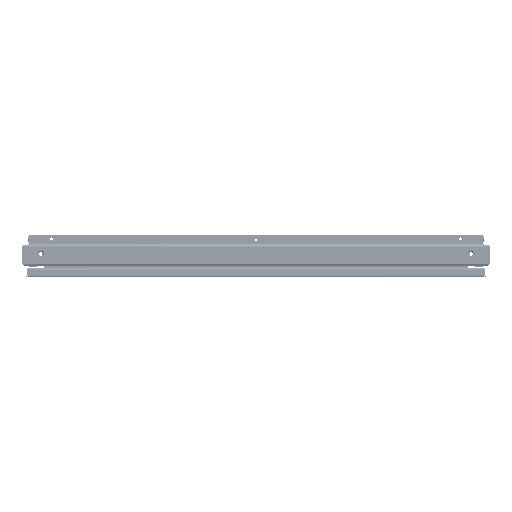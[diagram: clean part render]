
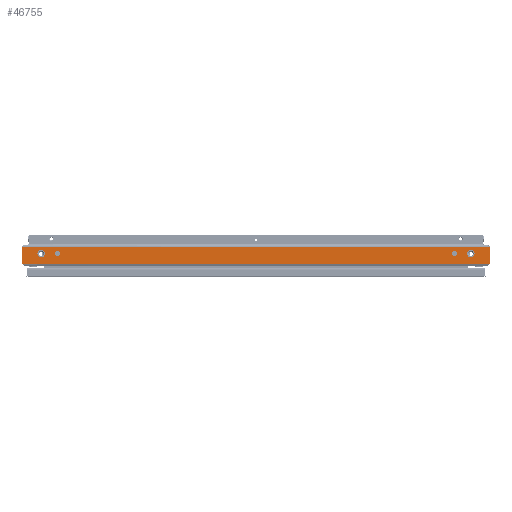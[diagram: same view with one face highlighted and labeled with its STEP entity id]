
A CAD part, front view. The second image highlights one B-rep face of the part: STEP entity #46755.
In plain terms, the highlighted face is planar.
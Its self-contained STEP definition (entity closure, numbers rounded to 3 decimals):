
#1011 = ORIENTED_EDGE ( 'NONE', *, *, #57801, .T. ) ;
#1344 = DIRECTION ( 'NONE',  ( 0., 1., 0. ) ) ;
#1484 = EDGE_CURVE ( 'NONE', #83269, #93609, #37436, .T. ) ;
#2246 = AXIS2_PLACEMENT_3D ( 'NONE', #3909, #20283, #83832 ) ;
#2429 = ORIENTED_EDGE ( 'NONE', *, *, #5136, .T. ) ;
#3004 = LINE ( 'NONE', #9906, #6987 ) ;
#3206 = EDGE_CURVE ( 'NONE', #3517, #84351, #15190, .T. ) ;
#3413 = CIRCLE ( 'NONE', #33852, 5.5 ) ;
#3517 = VERTEX_POINT ( 'NONE', #70015 ) ;
#3535 = DIRECTION ( 'NONE',  ( -1., 0., 0. ) ) ;
#3651 = DIRECTION ( 'NONE',  ( -1., 0., 0. ) ) ;
#3909 = CARTESIAN_POINT ( 'NONE',  ( 424.5, -3.319, 0. ) ) ;
#4188 = LINE ( 'NONE', #12643, #44931 ) ;
#5136 = EDGE_CURVE ( 'NONE', #10505, #85779, #76179, .T. ) ;
#6410 = VECTOR ( 'NONE', #73334, 1000. ) ;
#6987 = VECTOR ( 'NONE', #74474, 1000. ) ;
#7440 = CARTESIAN_POINT ( 'NONE',  ( -467.5, -3.319, 0. ) ) ;
#9387 = CARTESIAN_POINT ( 'NONE',  ( 0., 0., 0. ) ) ;
#9906 = CARTESIAN_POINT ( 'NONE',  ( 500., 18., 0. ) ) ;
#10058 = CARTESIAN_POINT ( 'NONE',  ( 467.5, -3.319, 0. ) ) ;
#10505 = VERTEX_POINT ( 'NONE', #10058 ) ;
#10744 = ORIENTED_EDGE ( 'NONE', *, *, #56793, .F. ) ;
#11805 = EDGE_CURVE ( 'NONE', #28472, #18084, #3413, .T. ) ;
#12643 = CARTESIAN_POINT ( 'NONE',  ( 500., 18., 0. ) ) ;
#12854 = VERTEX_POINT ( 'NONE', #65634 ) ;
#13969 = CARTESIAN_POINT ( 'NONE',  ( 500., 18., 0. ) ) ;
#14097 = LINE ( 'NONE', #103504, #85136 ) ;
#15167 = CARTESIAN_POINT ( 'NONE',  ( 500., 18., 0. ) ) ;
#15190 = CIRCLE ( 'NONE', #42215, 8. ) ;
#15539 = CARTESIAN_POINT ( 'NONE',  ( 500., -18., 0. ) ) ;
#16122 = CARTESIAN_POINT ( 'NONE',  ( -459.5, -3.319, 0. ) ) ;
#17066 = AXIS2_PLACEMENT_3D ( 'NONE', #16122, #104495, #98664 ) ;
#17833 = DIRECTION ( 'NONE',  ( -1., 0., 0. ) ) ;
#18084 = VERTEX_POINT ( 'NONE', #31327 ) ;
#18226 = VERTEX_POINT ( 'NONE', #66735 ) ;
#19570 = DIRECTION ( 'NONE',  ( 1., 0., 0. ) ) ;
#20283 = DIRECTION ( 'NONE',  ( 0., 0., -1. ) ) ;
#20398 = AXIS2_PLACEMENT_3D ( 'NONE', #83481, #76046, #3535 ) ;
#21195 = EDGE_LOOP ( 'NONE', ( #81851, #28997 ) ) ;
#22564 = DIRECTION ( 'NONE',  ( 0., -1., 0. ) ) ;
#23311 = VECTOR ( 'NONE', #101996, 1000. ) ;
#23472 = EDGE_LOOP ( 'NONE', ( #69755, #31832, #67254, #85544, #70670, #48766, #34750, #28897 ) ) ;
#23759 = EDGE_CURVE ( 'NONE', #18226, #12854, #41037, .T. ) ;
#24751 = EDGE_CURVE ( 'NONE', #12854, #64930, #51201, .T. ) ;
#25143 = LINE ( 'NONE', #82316, #96487 ) ;
#25530 = CIRCLE ( 'NONE', #17066, 8. ) ;
#26894 = CIRCLE ( 'NONE', #87762, 5.5 ) ;
#26930 = CARTESIAN_POINT ( 'NONE',  ( -500., -18., 0. ) ) ;
#28397 = CARTESIAN_POINT ( 'NONE',  ( -430., -3.319, 0. ) ) ;
#28472 = VERTEX_POINT ( 'NONE', #102876 ) ;
#28897 = ORIENTED_EDGE ( 'NONE', *, *, #69472, .T. ) ;
#28997 = ORIENTED_EDGE ( 'NONE', *, *, #54755, .F. ) ;
#30092 = EDGE_CURVE ( 'NONE', #18084, #28472, #41087, .T. ) ;
#31198 = ORIENTED_EDGE ( 'NONE', *, *, #3206, .F. ) ;
#31273 = CARTESIAN_POINT ( 'NONE',  ( -424.5, -3.319, 0. ) ) ;
#31327 = CARTESIAN_POINT ( 'NONE',  ( 419., -3.319, 0. ) ) ;
#31657 = DIRECTION ( 'NONE',  ( 0., 0., -1. ) ) ;
#31832 = ORIENTED_EDGE ( 'NONE', *, *, #23759, .T. ) ;
#32530 = AXIS2_PLACEMENT_3D ( 'NONE', #44444, #45488, #19570 ) ;
#32892 = VERTEX_POINT ( 'NONE', #38516 ) ;
#33701 = CARTESIAN_POINT ( 'NONE',  ( 498., 18., 0. ) ) ;
#33823 = DIRECTION ( 'NONE',  ( -1., 0., 0. ) ) ;
#33852 = AXIS2_PLACEMENT_3D ( 'NONE', #39655, #49139, #104199 ) ;
#34750 = ORIENTED_EDGE ( 'NONE', *, *, #1484, .T. ) ;
#37436 = LINE ( 'NONE', #15167, #23311 ) ;
#38516 = CARTESIAN_POINT ( 'NONE',  ( -500., -18., 0. ) ) ;
#39655 = CARTESIAN_POINT ( 'NONE',  ( 424.5, -3.319, 0. ) ) ;
#41037 = LINE ( 'NONE', #73849, #6410 ) ;
#41087 = CIRCLE ( 'NONE', #2246, 5.5 ) ;
#41656 = EDGE_CURVE ( 'NONE', #64930, #59278, #25143, .T. ) ;
#42215 = AXIS2_PLACEMENT_3D ( 'NONE', #57857, #72219, #97093 ) ;
#42292 = LINE ( 'NONE', #26930, #95248 ) ;
#43343 = DIRECTION ( 'NONE',  ( 0., 0., -1. ) ) ;
#43863 = DIRECTION ( 'NONE',  ( 1., 0., 0. ) ) ;
#44444 = CARTESIAN_POINT ( 'NONE',  ( -424.5, -3.319, 0. ) ) ;
#44931 = VECTOR ( 'NONE', #3651, 1000. ) ;
#45144 = EDGE_CURVE ( 'NONE', #76125, #100296, #46076, .T. ) ;
#45488 = DIRECTION ( 'NONE',  ( 0., 0., 1. ) ) ;
#46076 = CIRCLE ( 'NONE', #32530, 5.5 ) ;
#46755 = ADVANCED_FACE ( 'NONE', ( #98298, #97278, #104656, #49602, #55971 ), #57014, .F. ) ;
#48766 = ORIENTED_EDGE ( 'NONE', *, *, #58674, .T. ) ;
#49139 = DIRECTION ( 'NONE',  ( 0., 0., -1. ) ) ;
#49602 = FACE_BOUND ( 'NONE', #21195, .T. ) ;
#50177 = CARTESIAN_POINT ( 'NONE',  ( -498., 18., 0. ) ) ;
#50233 = CARTESIAN_POINT ( 'NONE',  ( 459.5, -3.319, 0. ) ) ;
#51201 = LINE ( 'NONE', #67607, #98071 ) ;
#54173 = AXIS2_PLACEMENT_3D ( 'NONE', #50233, #43343, #33823 ) ;
#54755 = EDGE_CURVE ( 'NONE', #100296, #76125, #26894, .T. ) ;
#55819 = CIRCLE ( 'NONE', #54173, 8. ) ;
#55971 = FACE_OUTER_BOUND ( 'NONE', #23472, .T. ) ;
#56793 = EDGE_CURVE ( 'NONE', #84351, #3517, #25530, .T. ) ;
#57014 = PLANE ( 'NONE',  #75000 ) ;
#57801 = EDGE_CURVE ( 'NONE', #85779, #10505, #55819, .T. ) ;
#57857 = CARTESIAN_POINT ( 'NONE',  ( -459.5, -3.319, 0. ) ) ;
#58674 = EDGE_CURVE ( 'NONE', #95115, #83269, #3004, .T. ) ;
#59278 = VERTEX_POINT ( 'NONE', #13969 ) ;
#60984 = EDGE_CURVE ( 'NONE', #32892, #18226, #42292, .T. ) ;
#64930 = VERTEX_POINT ( 'NONE', #15539 ) ;
#65634 = CARTESIAN_POINT ( 'NONE',  ( 497.935, -18., 0. ) ) ;
#66735 = CARTESIAN_POINT ( 'NONE',  ( -497.935, -18., 0. ) ) ;
#67254 = ORIENTED_EDGE ( 'NONE', *, *, #24751, .T. ) ;
#67607 = CARTESIAN_POINT ( 'NONE',  ( -500., -18., 0. ) ) ;
#69472 = EDGE_CURVE ( 'NONE', #93609, #32892, #14097, .T. ) ;
#69755 = ORIENTED_EDGE ( 'NONE', *, *, #60984, .T. ) ;
#70015 = CARTESIAN_POINT ( 'NONE',  ( -451.5, -3.319, 0. ) ) ;
#70670 = ORIENTED_EDGE ( 'NONE', *, *, #87863, .T. ) ;
#72219 = DIRECTION ( 'NONE',  ( 0., 0., 1. ) ) ;
#73334 = DIRECTION ( 'NONE',  ( 1., 0., 0. ) ) ;
#73742 = EDGE_LOOP ( 'NONE', ( #77920, #87724 ) ) ;
#73849 = CARTESIAN_POINT ( 'NONE',  ( -500., -18., 0. ) ) ;
#74041 = EDGE_LOOP ( 'NONE', ( #2429, #1011 ) ) ;
#74474 = DIRECTION ( 'NONE',  ( -1., 0., 0. ) ) ;
#75000 = AXIS2_PLACEMENT_3D ( 'NONE', #9387, #31657, #17833 ) ;
#76046 = DIRECTION ( 'NONE',  ( 0., 0., -1. ) ) ;
#76125 = VERTEX_POINT ( 'NONE', #86182 ) ;
#76179 = CIRCLE ( 'NONE', #20398, 8. ) ;
#76620 = DIRECTION ( 'NONE',  ( 1., 0., 0. ) ) ;
#77356 = DIRECTION ( 'NONE',  ( 1., 0., 0. ) ) ;
#77920 = ORIENTED_EDGE ( 'NONE', *, *, #11805, .T. ) ;
#81851 = ORIENTED_EDGE ( 'NONE', *, *, #45144, .F. ) ;
#82316 = CARTESIAN_POINT ( 'NONE',  ( 500., -22., 0. ) ) ;
#83269 = VERTEX_POINT ( 'NONE', #50177 ) ;
#83481 = CARTESIAN_POINT ( 'NONE',  ( 459.5, -3.319, 0. ) ) ;
#83832 = DIRECTION ( 'NONE',  ( -1., 0., 0. ) ) ;
#84351 = VERTEX_POINT ( 'NONE', #7440 ) ;
#85136 = VECTOR ( 'NONE', #22564, 1000. ) ;
#85544 = ORIENTED_EDGE ( 'NONE', *, *, #41656, .T. ) ;
#85779 = VERTEX_POINT ( 'NONE', #100203 ) ;
#86182 = CARTESIAN_POINT ( 'NONE',  ( -419., -3.319, 0. ) ) ;
#87724 = ORIENTED_EDGE ( 'NONE', *, *, #30092, .T. ) ;
#87762 = AXIS2_PLACEMENT_3D ( 'NONE', #31273, #87901, #77356 ) ;
#87863 = EDGE_CURVE ( 'NONE', #59278, #95115, #4188, .T. ) ;
#87901 = DIRECTION ( 'NONE',  ( 0., 0., 1. ) ) ;
#90781 = EDGE_LOOP ( 'NONE', ( #31198, #10744 ) ) ;
#93013 = CARTESIAN_POINT ( 'NONE',  ( -500., 18., 0. ) ) ;
#93609 = VERTEX_POINT ( 'NONE', #93013 ) ;
#95115 = VERTEX_POINT ( 'NONE', #33701 ) ;
#95248 = VECTOR ( 'NONE', #43863, 1000. ) ;
#96487 = VECTOR ( 'NONE', #1344, 1000. ) ;
#97093 = DIRECTION ( 'NONE',  ( 1., 0., 0. ) ) ;
#97278 = FACE_BOUND ( 'NONE', #73742, .T. ) ;
#98071 = VECTOR ( 'NONE', #76620, 1000. ) ;
#98298 = FACE_BOUND ( 'NONE', #74041, .T. ) ;
#98664 = DIRECTION ( 'NONE',  ( 1., 0., 0. ) ) ;
#100203 = CARTESIAN_POINT ( 'NONE',  ( 451.5, -3.319, 0. ) ) ;
#100296 = VERTEX_POINT ( 'NONE', #28397 ) ;
#101996 = DIRECTION ( 'NONE',  ( -1., 0., 0. ) ) ;
#102876 = CARTESIAN_POINT ( 'NONE',  ( 430., -3.319, 0. ) ) ;
#103504 = CARTESIAN_POINT ( 'NONE',  ( -500., -22., 0. ) ) ;
#104199 = DIRECTION ( 'NONE',  ( -1., 0., 0. ) ) ;
#104495 = DIRECTION ( 'NONE',  ( 0., 0., 1. ) ) ;
#104656 = FACE_BOUND ( 'NONE', #90781, .T. ) ;
